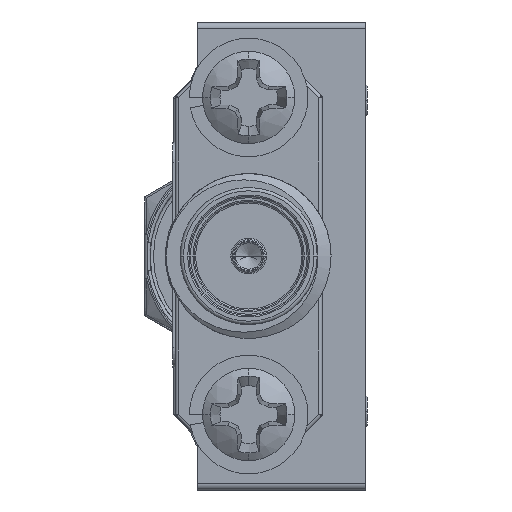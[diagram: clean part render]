
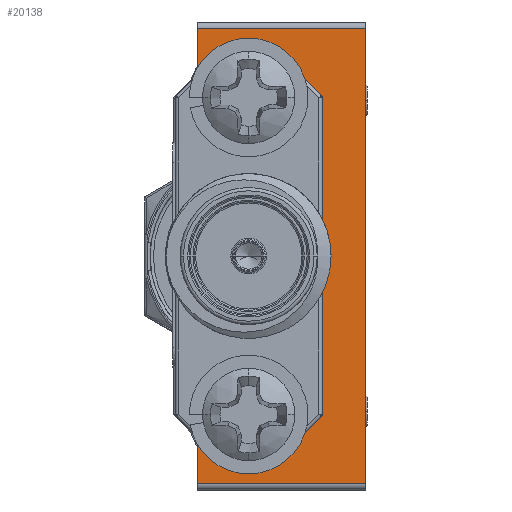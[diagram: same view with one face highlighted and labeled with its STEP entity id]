
A CAD part, left-side view. The second image highlights one B-rep face of the part: STEP entity #20138.
In plain terms, the highlighted planar face has unit normal (-1, 0, 0).
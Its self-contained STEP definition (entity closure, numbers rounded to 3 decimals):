
#180 = DIRECTION ( 'NONE',  ( 0., 0., 1. ) ) ;
#571 = FACE_OUTER_BOUND ( 'NONE', #48396, .T. ) ;
#1553 = CARTESIAN_POINT ( 'NONE',  ( -13.716, -2.286, -4.623 ) ) ;
#2364 = CARTESIAN_POINT ( 'NONE',  ( -13.716, -0.457, -4.788 ) ) ;
#2452 = DIRECTION ( 'NONE',  ( 0., 0., 1. ) ) ;
#3651 = CARTESIAN_POINT ( 'NONE',  ( -13.716, 1.473, -8.763 ) ) ;
#3689 = VECTOR ( 'NONE', #21373, 1000. ) ;
#3972 = AXIS2_PLACEMENT_3D ( 'NONE', #24188, #11471, #39751 ) ;
#4613 = FACE_BOUND ( 'NONE', #13619, .T. ) ;
#5376 = VECTOR ( 'NONE', #180, 1000. ) ;
#6040 = EDGE_CURVE ( 'NONE', #49048, #33098, #22556, .T. ) ;
#7409 = EDGE_CURVE ( 'NONE', #14550, #10205, #36247, .T. ) ;
#7921 = ORIENTED_EDGE ( 'NONE', *, *, #18962, .F. ) ;
#8204 = DIRECTION ( 'NONE',  ( -1., 0., 0. ) ) ;
#8996 = VERTEX_POINT ( 'NONE', #17197 ) ;
#9377 = AXIS2_PLACEMENT_3D ( 'NONE', #21776, #37330, #2452 ) ;
#9387 = LINE ( 'NONE', #1553, #3689 ) ;
#9754 = DIRECTION ( 'NONE',  ( 0., 1., 0. ) ) ;
#9976 = ORIENTED_EDGE ( 'NONE', *, *, #17887, .T. ) ;
#10205 = VERTEX_POINT ( 'NONE', #21747 ) ;
#10908 = ORIENTED_EDGE ( 'NONE', *, *, #34365, .F. ) ;
#11128 = AXIS2_PLACEMENT_3D ( 'NONE', #16406, #8204, #23240 ) ;
#11471 = DIRECTION ( 'NONE',  ( 1., 0., 0. ) ) ;
#11886 = VERTEX_POINT ( 'NONE', #2364 ) ;
#12331 = DIRECTION ( 'NONE',  ( 0., 1., 0. ) ) ;
#12446 = VECTOR ( 'NONE', #12331, 1000. ) ;
#12753 = DIRECTION ( 'NONE',  ( -1., 0., 0. ) ) ;
#13588 = LINE ( 'NONE', #44716, #32652 ) ;
#13619 = EDGE_LOOP ( 'NONE', ( #14200, #36527 ) ) ;
#13835 = EDGE_CURVE ( 'NONE', #11886, #17190, #17141, .T. ) ;
#14200 = ORIENTED_EDGE ( 'NONE', *, *, #26602, .F. ) ;
#14264 = CARTESIAN_POINT ( 'NONE',  ( -13.716, 1.473, -9.017 ) ) ;
#14550 = VERTEX_POINT ( 'NONE', #24709 ) ;
#15094 = VERTEX_POINT ( 'NONE', #29247 ) ;
#15577 = FACE_BOUND ( 'NONE', #22018, .T. ) ;
#15766 = EDGE_CURVE ( 'NONE', #33098, #31485, #13588, .T. ) ;
#16406 = CARTESIAN_POINT ( 'NONE',  ( -13.716, -0.457, -6.121 ) ) ;
#17141 = CIRCLE ( 'NONE', #30143, 1.334 ) ;
#17190 = VERTEX_POINT ( 'NONE', #41297 ) ;
#17197 = CARTESIAN_POINT ( 'NONE',  ( -13.716, -0.457, 7.429 ) ) ;
#17887 = EDGE_CURVE ( 'NONE', #41697, #14550, #23812, .T. ) ;
#18667 = ORIENTED_EDGE ( 'NONE', *, *, #32549, .T. ) ;
#18962 = EDGE_CURVE ( 'NONE', #17190, #11886, #22472, .T. ) ;
#19391 = CARTESIAN_POINT ( 'NONE',  ( -13.716, -0.457, 6.096 ) ) ;
#19446 = DIRECTION ( 'NONE',  ( 0., 0., 1. ) ) ;
#20000 = CARTESIAN_POINT ( 'NONE',  ( -13.716, 1.473, 8.763 ) ) ;
#20138 = ADVANCED_FACE ( 'NONE', ( #4613, #15577, #571 ), #28026, .F. ) ;
#20389 = DIRECTION ( 'NONE',  ( 0., 0., 1. ) ) ;
#20409 = ORIENTED_EDGE ( 'NONE', *, *, #13835, .F. ) ;
#20868 = VECTOR ( 'NONE', #41228, 1000. ) ;
#21373 = DIRECTION ( 'NONE',  ( 0., 1., 0. ) ) ;
#21747 = CARTESIAN_POINT ( 'NONE',  ( -13.716, 1.473, 8.763 ) ) ;
#21776 = CARTESIAN_POINT ( 'NONE',  ( -13.716, -0.457, 6.096 ) ) ;
#21888 = LINE ( 'NONE', #14264, #26159 ) ;
#22018 = EDGE_LOOP ( 'NONE', ( #20409, #7921 ) ) ;
#22053 = VERTEX_POINT ( 'NONE', #41324 ) ;
#22389 = CARTESIAN_POINT ( 'NONE',  ( -13.716, -0.457, 4.763 ) ) ;
#22472 = CIRCLE ( 'NONE', #11128, 1.334 ) ;
#22556 = LINE ( 'NONE', #46088, #24798 ) ;
#22852 = EDGE_CURVE ( 'NONE', #15094, #41697, #38548, .T. ) ;
#22971 = CARTESIAN_POINT ( 'NONE',  ( -13.716, -0.457, -6.121 ) ) ;
#23071 = ORIENTED_EDGE ( 'NONE', *, *, #15766, .F. ) ;
#23240 = DIRECTION ( 'NONE',  ( 0., 0., 1. ) ) ;
#23812 = LINE ( 'NONE', #30944, #5376 ) ;
#24007 = CARTESIAN_POINT ( 'NONE',  ( -13.716, 1.473, 4.623 ) ) ;
#24188 = CARTESIAN_POINT ( 'NONE',  ( -13.716, 1.473, -9.017 ) ) ;
#24709 = CARTESIAN_POINT ( 'NONE',  ( -13.716, -5.004, 8.763 ) ) ;
#24798 = VECTOR ( 'NONE', #34819, 1000. ) ;
#26159 = VECTOR ( 'NONE', #32582, 1000. ) ;
#26602 = EDGE_CURVE ( 'NONE', #8996, #46530, #48236, .T. ) ;
#26814 = DIRECTION ( 'NONE',  ( -1., 0., 0. ) ) ;
#27102 = AXIS2_PLACEMENT_3D ( 'NONE', #19391, #12753, #20389 ) ;
#28026 = PLANE ( 'NONE',  #3972 ) ;
#29247 = CARTESIAN_POINT ( 'NONE',  ( -13.716, 1.473, -8.763 ) ) ;
#30143 = AXIS2_PLACEMENT_3D ( 'NONE', #22971, #26814, #19446 ) ;
#30571 = CIRCLE ( 'NONE', #9377, 1.334 ) ;
#30944 = CARTESIAN_POINT ( 'NONE',  ( -13.716, -5.004, -9.017 ) ) ;
#31398 = DIRECTION ( 'NONE',  ( 0., -1., 0. ) ) ;
#31485 = VERTEX_POINT ( 'NONE', #24007 ) ;
#31588 = ORIENTED_EDGE ( 'NONE', *, *, #22852, .T. ) ;
#31923 = ORIENTED_EDGE ( 'NONE', *, *, #7409, .T. ) ;
#32549 = EDGE_CURVE ( 'NONE', #49048, #22053, #9387, .T. ) ;
#32582 = DIRECTION ( 'NONE',  ( 0., 0., 1. ) ) ;
#32652 = VECTOR ( 'NONE', #9754, 1000. ) ;
#33098 = VERTEX_POINT ( 'NONE', #38534 ) ;
#33869 = EDGE_CURVE ( 'NONE', #46530, #8996, #30571, .T. ) ;
#34365 = EDGE_CURVE ( 'NONE', #15094, #22053, #49199, .T. ) ;
#34455 = CARTESIAN_POINT ( 'NONE',  ( -13.716, -2.286, -4.623 ) ) ;
#34819 = DIRECTION ( 'NONE',  ( 0., 0., 1. ) ) ;
#36247 = LINE ( 'NONE', #20000, #12446 ) ;
#36527 = ORIENTED_EDGE ( 'NONE', *, *, #33869, .F. ) ;
#37330 = DIRECTION ( 'NONE',  ( -1., 0., 0. ) ) ;
#37416 = CARTESIAN_POINT ( 'NONE',  ( -13.716, -5.004, -8.763 ) ) ;
#38428 = ORIENTED_EDGE ( 'NONE', *, *, #42665, .F. ) ;
#38534 = CARTESIAN_POINT ( 'NONE',  ( -13.716, -2.286, 4.623 ) ) ;
#38548 = LINE ( 'NONE', #3651, #42241 ) ;
#39268 = ORIENTED_EDGE ( 'NONE', *, *, #6040, .F. ) ;
#39751 = DIRECTION ( 'NONE',  ( 0., 0., -1. ) ) ;
#41228 = DIRECTION ( 'NONE',  ( 0., 0., 1. ) ) ;
#41297 = CARTESIAN_POINT ( 'NONE',  ( -13.716, -0.457, -7.455 ) ) ;
#41324 = CARTESIAN_POINT ( 'NONE',  ( -13.716, 1.473, -4.623 ) ) ;
#41697 = VERTEX_POINT ( 'NONE', #37416 ) ;
#42241 = VECTOR ( 'NONE', #31398, 1000. ) ;
#42665 = EDGE_CURVE ( 'NONE', #31485, #10205, #21888, .T. ) ;
#44716 = CARTESIAN_POINT ( 'NONE',  ( -13.716, -2.286, 4.623 ) ) ;
#46088 = CARTESIAN_POINT ( 'NONE',  ( -13.716, -2.286, 4.623 ) ) ;
#46530 = VERTEX_POINT ( 'NONE', #22389 ) ;
#48236 = CIRCLE ( 'NONE', #27102, 1.334 ) ;
#48396 = EDGE_LOOP ( 'NONE', ( #9976, #31923, #38428, #23071, #39268, #18667, #10908, #31588 ) ) ;
#48450 = CARTESIAN_POINT ( 'NONE',  ( -13.716, 1.473, -9.017 ) ) ;
#49048 = VERTEX_POINT ( 'NONE', #34455 ) ;
#49199 = LINE ( 'NONE', #48450, #20868 ) ;
